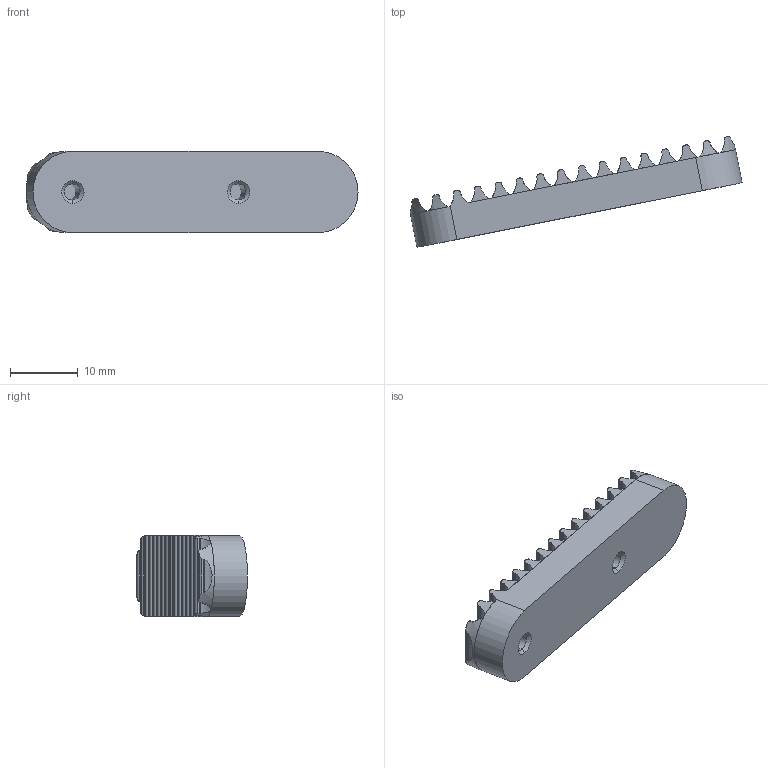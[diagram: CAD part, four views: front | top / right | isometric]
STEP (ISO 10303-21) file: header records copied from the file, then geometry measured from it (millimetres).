
FILE_DESCRIPTION((''),'2;1');
FILE_NAME('RACK_ASM','2024-02-12T12:58:37',('Mathias'),(''),'CREO PARAMETRIC BY PTC INC, 2021404','CREO PARAMETRIC BY PTC INC, 2021404','');
FILE_SCHEMA(('CONFIG_CONTROL_DESIGN'));
Length unit declared in the file: millimetre
Products named in the file (17): K_X_F6RPER1; K_X_F6RPER2; K_X_F6RPER3; K_X_F6RPER4; K_X_F6RPER5; K_X_F6RPER6; K_X_F6RPER7; K_X_F6RPER8; K_X_F6RPER25; K_X_F6RPER26; K_X_F6RPER29; K_X_F6RPER30; K_X_F6RPER31; K_X_F6RPER32; K_X_F6RPER27; K_X_F6RPER28; RACK_ASM
Assembly tree (16 placements, depth 2):
  RACK_ASM
    K_X_F6RPER1
    K_X_F6RPER2
    K_X_F6RPER3
    K_X_F6RPER4
    K_X_F6RPER5
    K_X_F6RPER6
    K_X_F6RPER7
    K_X_F6RPER8
    K_X_F6RPER25
    K_X_F6RPER26
    K_X_F6RPER29
    K_X_F6RPER30
    K_X_F6RPER31
    K_X_F6RPER32
    K_X_F6RPER27
    K_X_F6RPER28
Bounding box: 49.1 x 16.39 x 12 mm (x, y, z)
Volume: 3296.2 mm3; surface area: 3211 mm2
Topology: 16 solids, 16 shells, 206 faces, 510 edges, 338 vertices
Faces by surface type: plane 76, extrusion 64, cylinder 62, cone 4
Entity records: 7228 total; most frequent: CARTESIAN_POINT 2214, ORIENTED_EDGE 1020, DIRECTION 852, EDGE_CURVE 510, VERTEX_POINT 338, VECTOR 310, AXIS2_PLACEMENT_3D 271, LINE 246
